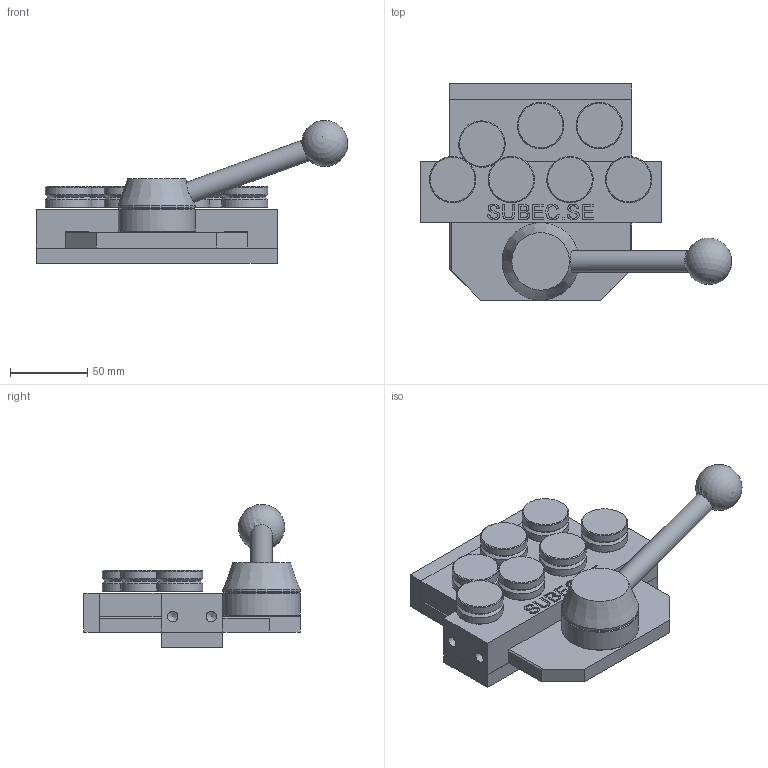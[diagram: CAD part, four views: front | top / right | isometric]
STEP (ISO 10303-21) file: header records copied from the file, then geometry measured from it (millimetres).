
FILE_DESCRIPTION (( 'STEP AP203' ), '1' );
FILE_NAME ('250704 STEP 3-400391-00_0677B.STEP', '2025-07-04T05:13:55', ( '' ), ( '' ), 'SwSTEP 2.0', 'SolidWorks 2024', '' );
FILE_SCHEMA (( 'CONFIG_CONTROL_DESIGN' ));
Length unit declared in the file: millimetre
Products named in the file (1): 250704 STEP 3-400391-00_0677B
Bounding box: 201.79 x 140 x 92.57 mm (x, y, z)
Volume: 545500.9 mm3; surface area: 133712 mm2
Topology: 15 solids, 15 shells, 260 faces, 617 edges, 401 vertices
Faces by surface type: plane 139, bspline 50, cone 40, cylinder 30, sphere 1
Full cylindrical faces by diameter (mm): 5 x1, 6.8 x4, 7 x1, 8.5 x1, 10 x2, 10.2 x1, 12 x1, 14 x1, 14.5 x1, 30 x14, 50 x2
Entity records: 9949 total; most frequent: CARTESIAN_POINT 4628, ORIENTED_EDGE 1038, DIRECTION 925, EDGE_CURVE 519, VERTEX_POINT 374, EDGE_LOOP 345, LINE 329, VECTOR 329
